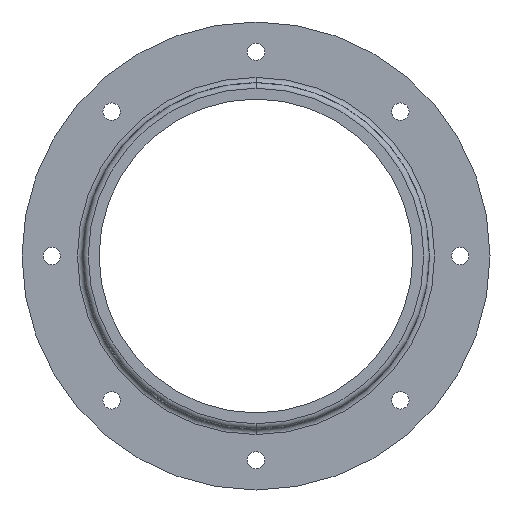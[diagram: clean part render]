
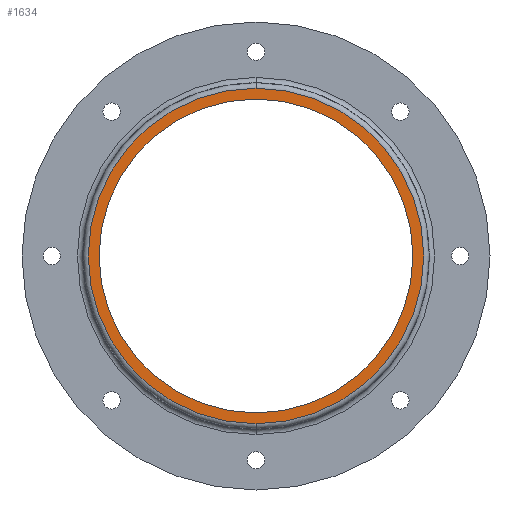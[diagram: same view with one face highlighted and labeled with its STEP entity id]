
A CAD part, front view. The second image highlights one B-rep face of the part: STEP entity #1634.
In plain terms, the highlighted planar face has unit normal (0, -1, 0).
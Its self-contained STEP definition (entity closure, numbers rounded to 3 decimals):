
#494 = AXIS2_PLACEMENT_3D ( 'NONE', #6413, #7908, #2828 ) ;
#597 = ORIENTED_EDGE ( 'NONE', *, *, #4272, .T. ) ;
#917 = CARTESIAN_POINT ( 'NONE',  ( 0., -59., 0. ) ) ;
#1252 = ORIENTED_EDGE ( 'NONE', *, *, #4326, .T. ) ;
#1634 = ADVANCED_FACE ( 'NONE', ( #9161, #2517 ), #9072, .T. ) ;
#1693 = ORIENTED_EDGE ( 'NONE', *, *, #7015, .F. ) ;
#1946 = AXIS2_PLACEMENT_3D ( 'NONE', #6164, #8985, #7621 ) ;
#2408 = EDGE_CURVE ( 'NONE', #4564, #7518, #3299, .T. ) ;
#2441 = DIRECTION ( 'NONE',  ( 0., -1., 0. ) ) ;
#2464 = DIRECTION ( 'NONE',  ( 0., 0., -1. ) ) ;
#2465 = DIRECTION ( 'NONE',  ( 0., -1., 0. ) ) ;
#2487 = DIRECTION ( 'NONE',  ( 0., 0., -1. ) ) ;
#2517 = FACE_BOUND ( 'NONE', #2598, .T. ) ;
#2598 = EDGE_LOOP ( 'NONE', ( #3676, #1693 ) ) ;
#2828 = DIRECTION ( 'NONE',  ( 0., 0., -1. ) ) ;
#3299 = CIRCLE ( 'NONE', #5629, 29. ) ;
#3478 = CARTESIAN_POINT ( 'NONE',  ( 0., -59., -29. ) ) ;
#3676 = ORIENTED_EDGE ( 'NONE', *, *, #2408, .F. ) ;
#4272 = EDGE_CURVE ( 'NONE', #4716, #4480, #8075, .T. ) ;
#4326 = EDGE_CURVE ( 'NONE', #4480, #4716, #9024, .T. ) ;
#4480 = VERTEX_POINT ( 'NONE', #4607 ) ;
#4564 = VERTEX_POINT ( 'NONE', #3478 ) ;
#4607 = CARTESIAN_POINT ( 'NONE',  ( 0., -59., -31. ) ) ;
#4609 = EDGE_LOOP ( 'NONE', ( #1252, #597 ) ) ;
#4716 = VERTEX_POINT ( 'NONE', #7397 ) ;
#5157 = AXIS2_PLACEMENT_3D ( 'NONE', #917, #7024, #2464 ) ;
#5629 = AXIS2_PLACEMENT_3D ( 'NONE', #7655, #2465, #6103 ) ;
#6103 = DIRECTION ( 'NONE',  ( 0., 0., -1. ) ) ;
#6117 = CIRCLE ( 'NONE', #1946, 29. ) ;
#6164 = CARTESIAN_POINT ( 'NONE',  ( 0., -59., 0. ) ) ;
#6297 = CARTESIAN_POINT ( 'NONE',  ( 0., -59., 29. ) ) ;
#6413 = CARTESIAN_POINT ( 'NONE',  ( 0., -59., 0. ) ) ;
#7015 = EDGE_CURVE ( 'NONE', #7518, #4564, #6117, .T. ) ;
#7024 = DIRECTION ( 'NONE',  ( 0., -1., 0. ) ) ;
#7397 = CARTESIAN_POINT ( 'NONE',  ( 0., -59., 31. ) ) ;
#7518 = VERTEX_POINT ( 'NONE', #6297 ) ;
#7621 = DIRECTION ( 'NONE',  ( 0., 0., -1. ) ) ;
#7655 = CARTESIAN_POINT ( 'NONE',  ( 0., -59., 0. ) ) ;
#7908 = DIRECTION ( 'NONE',  ( 0., -1., 0. ) ) ;
#8075 = CIRCLE ( 'NONE', #8718, 31. ) ;
#8718 = AXIS2_PLACEMENT_3D ( 'NONE', #9092, #2441, #2487 ) ;
#8985 = DIRECTION ( 'NONE',  ( 0., -1., 0. ) ) ;
#9024 = CIRCLE ( 'NONE', #494, 31. ) ;
#9072 = PLANE ( 'NONE',  #5157 ) ;
#9092 = CARTESIAN_POINT ( 'NONE',  ( 0., -59., 0. ) ) ;
#9161 = FACE_OUTER_BOUND ( 'NONE', #4609, .T. ) ;
